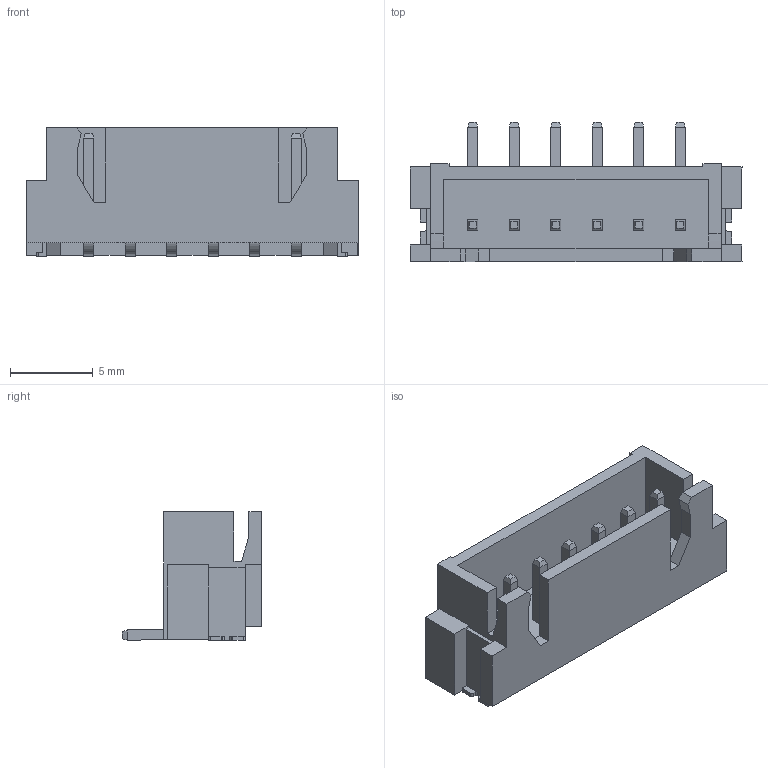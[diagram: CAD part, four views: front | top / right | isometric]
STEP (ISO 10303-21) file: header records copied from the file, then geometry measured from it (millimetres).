
FILE_DESCRIPTION(/* description */ (''),/* implementation_level */ '2;1');
FILE_NAME(/* name */ 'JST-XP_6V_SMD v4.step',/* time_stamp */ '2023-06-20T15:42:19-04:00',/* author */ (''),/* organization */ (''),/* preprocessor_version */ 'ST-DEVELOPER v19.2',/* originating_system */ 'Autodesk Translation Framework v12.6.0.85',/* authorisation */ '');
FILE_SCHEMA (('AUTOMOTIVE_DESIGN { 1 0 10303 214 3 1 1 }'));
Length unit declared in the file: millimetre
Products named in the file (2): JST-XP_6V_SMD; JST-XH_4-PIN
Assembly tree (1 placements, depth 2):
  JST-XP_6V_SMD
    JST-XH_4-PIN
Bounding box: 20 x 8.4 x 7.75 mm (x, y, z)
Volume: 395.8 mm3; surface area: 1141.9 mm2
Topology: 9 solids, 9 shells, 254 faces, 684 edges, 448 vertices
Faces by surface type: plane 230, cylinder 24
Entity records: 7894 total; most frequent: CARTESIAN_POINT 1389, ORIENTED_EDGE 1368, DIRECTION 1246, EDGE_CURVE 684, LINE 636, VECTOR 636, VERTEX_POINT 448, AXIS2_PLACEMENT_3D 305
